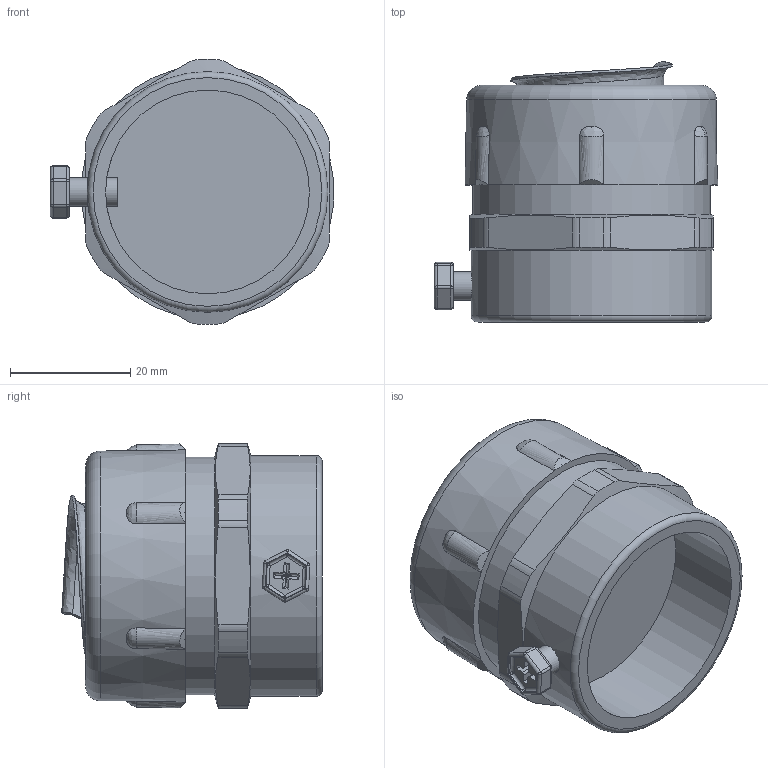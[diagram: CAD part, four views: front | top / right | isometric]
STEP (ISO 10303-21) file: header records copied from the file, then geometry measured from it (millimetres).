
FILE_DESCRIPTION(/* description */ (''),/* implementation_level */ '2;1');
FILE_NAME(/* name */ '',/* time_stamp */ '2025-06-04T16:50:16+07:00',/* author */ ('zeta-82'),/* organization */ (''),/* preprocessor_version */ 'ST-DEVELOPER v19.2',/* originating_system */ 'Autodesk Inventor 2024',/* authorisation */ '');
FILE_SCHEMA (('AUTOMOTIVE_DESIGN { 1 0 10303 214 3 1 1 }'));
Length unit declared in the file: millimetre
Products named in the file (1): МТ-25
Bounding box: 47.23 x 43.34 x 44.14 mm (x, y, z)
Volume: 39306.2 mm3; surface area: 11525.8 mm2
Topology: 8 solids, 9 shells, 184 faces, 441 edges, 277 vertices
Faces by surface type: cylinder 71, plane 43, bspline 38, sphere 18, cone 10, torus 4
Full cylindrical faces by diameter (mm): 4.8 x1, 5 x1, 32.5 x1, 33.5 x1, 33.95 x1, 39.6 x1, 40.1 x1
Entity records: 8118 total; most frequent: CARTESIAN_POINT 3736, ORIENTED_EDGE 884, DIRECTION 813, EDGE_CURVE 442, AXIS2_PLACEMENT_3D 317, VERTEX_POINT 282, EDGE_LOOP 194, STYLED_ITEM 190
